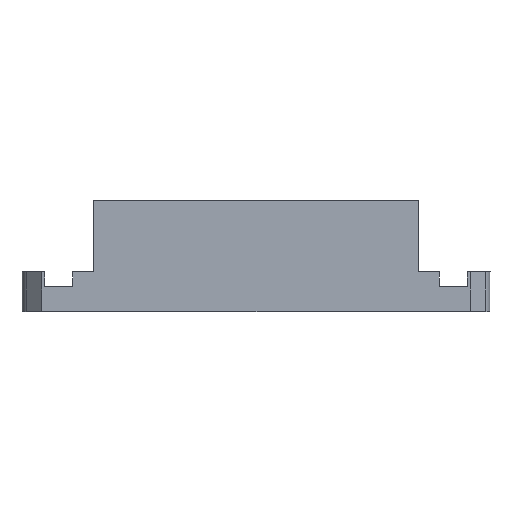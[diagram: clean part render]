
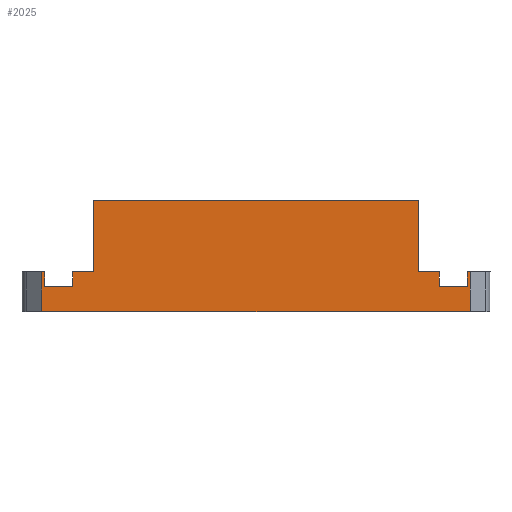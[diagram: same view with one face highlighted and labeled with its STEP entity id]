
A CAD part, front view. The second image highlights one B-rep face of the part: STEP entity #2025.
In plain terms, the highlighted face is planar.
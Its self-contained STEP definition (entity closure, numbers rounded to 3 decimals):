
#59=FACE_OUTER_BOUND('',#167,.T.);
#167=EDGE_LOOP('',(#1445,#1446,#1447,#1448,#1449,#1450,#1451,#1452,#1453,
#1454,#1455,#1456,#1457,#1458,#1459,#1460));
#282=LINE('',#2819,#554);
#288=LINE('',#2838,#560);
#294=LINE('',#2855,#566);
#299=LINE('',#2871,#571);
#303=LINE('',#2878,#575);
#314=LINE('',#2909,#586);
#318=LINE('',#2916,#590);
#333=LINE('',#2947,#605);
#335=LINE('',#2952,#607);
#336=LINE('',#2957,#608);
#345=LINE('',#2975,#617);
#346=LINE('',#2978,#618);
#347=LINE('',#2979,#619);
#348=LINE('',#2980,#620);
#349=LINE('',#2982,#621);
#350=LINE('',#2983,#622);
#554=VECTOR('',#2274,10.);
#560=VECTOR('',#2288,10.);
#566=VECTOR('',#2300,10.);
#571=VECTOR('',#2311,10.);
#575=VECTOR('',#2317,10.);
#586=VECTOR('',#2350,10.);
#590=VECTOR('',#2356,10.);
#605=VECTOR('',#2383,10.);
#607=VECTOR('',#2389,10.);
#608=VECTOR('',#2394,10.);
#617=VECTOR('',#2409,10.);
#618=VECTOR('',#2412,10.);
#619=VECTOR('',#2413,10.);
#620=VECTOR('',#2414,10.);
#621=VECTOR('',#2415,10.);
#622=VECTOR('',#2416,10.);
#822=VERTEX_POINT('',#2803);
#829=VERTEX_POINT('',#2817);
#831=VERTEX_POINT('',#2822);
#838=VERTEX_POINT('',#2836);
#840=VERTEX_POINT('',#2841);
#846=VERTEX_POINT('',#2853);
#853=VERTEX_POINT('',#2868);
#854=VERTEX_POINT('',#2870);
#856=VERTEX_POINT('',#2876);
#865=VERTEX_POINT('',#2908);
#867=VERTEX_POINT('',#2914);
#877=VERTEX_POINT('',#2945);
#880=VERTEX_POINT('',#2956);
#886=VERTEX_POINT('',#2973);
#887=VERTEX_POINT('',#2977);
#888=VERTEX_POINT('',#2981);
#1023=EDGE_CURVE('',#822,#829,#282,.T.);
#1032=EDGE_CURVE('',#831,#838,#288,.T.);
#1040=EDGE_CURVE('',#840,#846,#294,.T.);
#1047=EDGE_CURVE('',#854,#853,#299,.T.);
#1051=EDGE_CURVE('',#829,#856,#303,.F.);
#1066=EDGE_CURVE('',#865,#840,#314,.T.);
#1070=EDGE_CURVE('',#853,#867,#318,.F.);
#1087=EDGE_CURVE('',#867,#877,#333,.T.);
#1090=EDGE_CURVE('',#856,#865,#335,.T.);
#1092=EDGE_CURVE('',#880,#854,#336,.T.);
#1101=EDGE_CURVE('',#886,#838,#345,.T.);
#1102=EDGE_CURVE('',#846,#887,#346,.T.);
#1103=EDGE_CURVE('',#887,#880,#347,.T.);
#1104=EDGE_CURVE('',#877,#831,#348,.T.);
#1105=EDGE_CURVE('',#888,#886,#349,.T.);
#1106=EDGE_CURVE('',#822,#888,#350,.T.);
#1445=ORIENTED_EDGE('',*,*,#1023,.T.);
#1446=ORIENTED_EDGE('',*,*,#1051,.T.);
#1447=ORIENTED_EDGE('',*,*,#1090,.T.);
#1448=ORIENTED_EDGE('',*,*,#1066,.T.);
#1449=ORIENTED_EDGE('',*,*,#1040,.T.);
#1450=ORIENTED_EDGE('',*,*,#1102,.T.);
#1451=ORIENTED_EDGE('',*,*,#1103,.T.);
#1452=ORIENTED_EDGE('',*,*,#1092,.T.);
#1453=ORIENTED_EDGE('',*,*,#1047,.T.);
#1454=ORIENTED_EDGE('',*,*,#1070,.T.);
#1455=ORIENTED_EDGE('',*,*,#1087,.T.);
#1456=ORIENTED_EDGE('',*,*,#1104,.T.);
#1457=ORIENTED_EDGE('',*,*,#1032,.T.);
#1458=ORIENTED_EDGE('',*,*,#1101,.F.);
#1459=ORIENTED_EDGE('',*,*,#1105,.F.);
#1460=ORIENTED_EDGE('',*,*,#1106,.F.);
#1926=PLANE('',#2164);
#2025=ADVANCED_FACE('',(#59),#1926,.F.);
#2164=AXIS2_PLACEMENT_3D('',#2976,#2410,#2411);
#2274=DIRECTION('',(-1.,0.,0.));
#2288=DIRECTION('',(-1.,0.,0.));
#2300=DIRECTION('',(-1.,0.,0.));
#2311=DIRECTION('',(-1.,0.,0.));
#2317=DIRECTION('',(0.,-1.,0.));
#2350=DIRECTION('',(0.,-1.,0.));
#2356=DIRECTION('',(0.,-1.,0.));
#2383=DIRECTION('',(-1.,0.,0.));
#2389=DIRECTION('',(-1.,0.,0.));
#2394=DIRECTION('',(0.,1.,0.));
#2409=DIRECTION('',(0.,-1.,0.));
#2410=DIRECTION('center_axis',(0.,0.,1.));
#2411=DIRECTION('ref_axis',(1.,0.,0.));
#2412=DIRECTION('',(0.,-1.,0.));
#2413=DIRECTION('',(-1.,0.,0.));
#2414=DIRECTION('',(0.,-1.,0.));
#2415=DIRECTION('',(-1.,0.,0.));
#2416=DIRECTION('',(0.,1.,0.));
#2803=CARTESIAN_POINT('',(59.4,14.25,-1.));
#2817=CARTESIAN_POINT('',(58.8,14.25,-1.));
#2819=CARTESIAN_POINT('',(28.129,14.25,-1.));
#2822=CARTESIAN_POINT('',(-25.8,14.25,-1.));
#2836=CARTESIAN_POINT('',(-26.4,14.25,-1.));
#2838=CARTESIAN_POINT('',(28.129,14.25,-1.));
#2841=CARTESIAN_POINT('',(53.2,14.25,-1.));
#2853=CARTESIAN_POINT('',(49.115,14.25,-1.));
#2855=CARTESIAN_POINT('',(28.129,14.25,-1.));
#2868=CARTESIAN_POINT('',(-20.2,14.25,-1.));
#2870=CARTESIAN_POINT('',(-16.115,14.25,-1.));
#2871=CARTESIAN_POINT('',(28.129,14.25,-1.));
#2876=CARTESIAN_POINT('',(58.8,17.25,-1.));
#2878=CARTESIAN_POINT('',(58.8,14.188,-1.));
#2908=CARTESIAN_POINT('',(53.2,17.25,-1.));
#2909=CARTESIAN_POINT('',(53.2,12.937,-1.));
#2914=CARTESIAN_POINT('',(-20.2,17.25,-1.));
#2916=CARTESIAN_POINT('',(-20.2,14.188,-1.));
#2945=CARTESIAN_POINT('',(-25.8,17.25,-1.));
#2947=CARTESIAN_POINT('',(0.095,17.25,-1.));
#2952=CARTESIAN_POINT('',(0.095,17.25,-1.));
#2956=CARTESIAN_POINT('',(-16.115,0.,-1.));
#2957=CARTESIAN_POINT('',(-16.115,11.125,-1.));
#2973=CARTESIAN_POINT('',(-26.4,22.25,-1.));
#2975=CARTESIAN_POINT('',(-26.4,12.906,-1.));
#2976=CARTESIAN_POINT('Origin',(0.,11.125,-1.));
#2977=CARTESIAN_POINT('',(49.115,0.,-1.));
#2978=CARTESIAN_POINT('',(49.115,11.437,-1.));
#2979=CARTESIAN_POINT('',(0.,0.,-1.));
#2980=CARTESIAN_POINT('',(-25.8,12.937,-1.));
#2981=CARTESIAN_POINT('',(59.4,22.25,-1.));
#2982=CARTESIAN_POINT('',(0.,22.25,-1.));
#2983=CARTESIAN_POINT('',(59.4,12.906,-1.));
